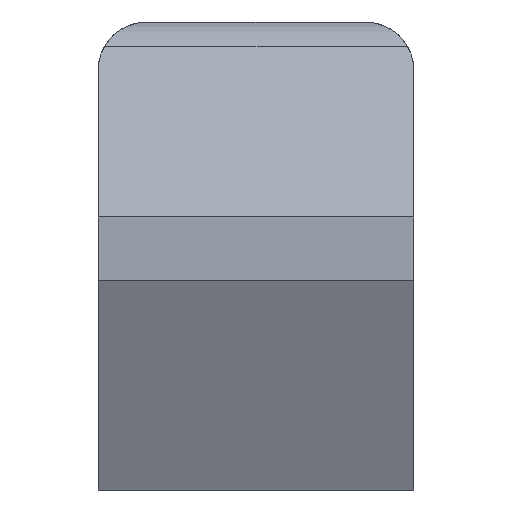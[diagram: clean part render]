
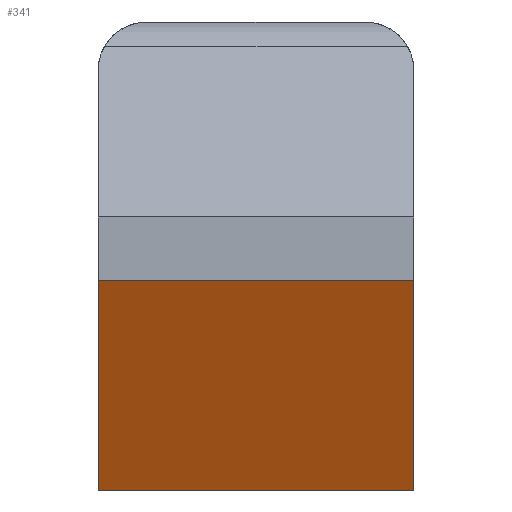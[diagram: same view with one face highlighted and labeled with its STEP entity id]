
A CAD part, front view. The second image highlights one B-rep face of the part: STEP entity #341.
In plain terms, the highlighted planar face has unit normal (0, -0.906, -0.423).
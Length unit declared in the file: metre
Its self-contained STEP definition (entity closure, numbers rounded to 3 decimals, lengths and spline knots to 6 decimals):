
#23=LINE('',#534,#45);
#27=LINE('',#542,#49);
#30=LINE('',#550,#52);
#34=LINE('',#559,#56);
#45=VECTOR('',#431,1.);
#49=VECTOR('',#437,1.);
#52=VECTOR('',#444,1.);
#56=VECTOR('',#452,1.);
#74=PLANE('',#395);
#151=ORIENTED_EDGE('',*,*,#167,.F.);
#152=ORIENTED_EDGE('',*,*,#180,.F.);
#153=ORIENTED_EDGE('',*,*,#175,.F.);
#154=ORIENTED_EDGE('',*,*,#171,.F.);
#167=EDGE_CURVE('',#206,#207,#23,.F.);
#171=EDGE_CURVE('',#207,#210,#27,.T.);
#175=EDGE_CURVE('',#210,#213,#30,.F.);
#180=EDGE_CURVE('',#213,#206,#34,.T.);
#206=VERTEX_POINT('',#533);
#207=VERTEX_POINT('',#535);
#210=VERTEX_POINT('',#543);
#213=VERTEX_POINT('',#551);
#272=EDGE_LOOP('',(#151,#152,#153,#154));
#308=FACE_BOUND('',#272,.T.);
#341=ADVANCED_FACE('',(#308),#74,.F.);
#395=AXIS2_PLACEMENT_3D('',#595,#500,#501);
#431=DIRECTION('',(0.,0.423,-0.906));
#437=DIRECTION('',(1.,0.,0.));
#444=DIRECTION('',(0.,-0.423,0.906));
#452=DIRECTION('',(-1.,0.,0.));
#500=DIRECTION('',(0.,0.906,0.423));
#501=DIRECTION('',(1.,0.,0.));
#533=CARTESIAN_POINT('',(0.004318,-0.033948,0.));
#534=CARTESIAN_POINT('',(0.004318,-0.038948,0.010723));
#535=CARTESIAN_POINT('',(0.004318,-0.038948,0.010723));
#542=CARTESIAN_POINT('',(0.012418,-0.038948,0.010723));
#543=CARTESIAN_POINT('',(0.020518,-0.038948,0.010723));
#550=CARTESIAN_POINT('',(0.020518,-0.033907,-0.000087));
#551=CARTESIAN_POINT('',(0.020518,-0.033948,0.));
#559=CARTESIAN_POINT('',(0.012418,-0.033948,0.));
#595=CARTESIAN_POINT('',(0.012418,-0.038948,0.010723));
